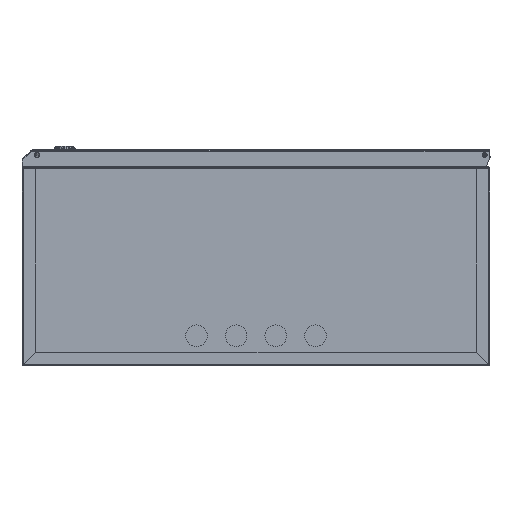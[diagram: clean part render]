
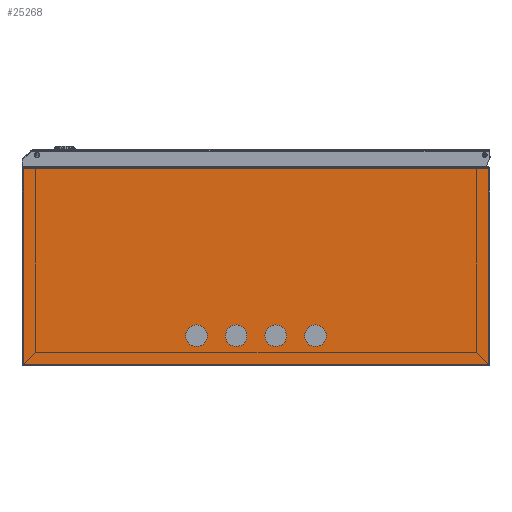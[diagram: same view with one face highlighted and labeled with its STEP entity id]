
A CAD part, front view. The second image highlights one B-rep face of the part: STEP entity #25268.
In plain terms, the highlighted face is planar.
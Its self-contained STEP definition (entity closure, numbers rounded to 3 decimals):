
#323 = EDGE_CURVE ( 'NONE', #25708, #15961, #20432, .T. ) ;
#697 = CARTESIAN_POINT ( 'NONE',  ( -243.453, 0., 174.438 ) ) ;
#996 = DIRECTION ( 'NONE',  ( 0., 0., -1. ) ) ;
#1110 = EDGE_LOOP ( 'NONE', ( #21835, #18562 ) ) ;
#1440 = VECTOR ( 'NONE', #996, 1000. ) ;
#1458 = CARTESIAN_POINT ( 'NONE',  ( -283.453, 0., -81.062 ) ) ;
#2535 = EDGE_LOOP ( 'NONE', ( #19932, #15621 ) ) ;
#2587 = ORIENTED_EDGE ( 'NONE', *, *, #25194, .F. ) ;
#2977 = CARTESIAN_POINT ( 'NONE',  ( -283.453, 0., 564.938 ) ) ;
#2994 = EDGE_CURVE ( 'NONE', #8863, #13856, #16178, .T. ) ;
#3018 = AXIS2_PLACEMENT_3D ( 'NONE', #18473, #6393, #20480 ) ;
#3136 = DIRECTION ( 'NONE',  ( 0., 1., 0. ) ) ;
#3153 = DIRECTION ( 'NONE',  ( 0., 1., 0. ) ) ;
#3192 = AXIS2_PLACEMENT_3D ( 'NONE', #15218, #3153, #17247 ) ;
#3603 = VECTOR ( 'NONE', #17578, 1000. ) ;
#3622 = FACE_OUTER_BOUND ( 'NONE', #14891, .T. ) ;
#4018 = EDGE_CURVE ( 'NONE', #13687, #4319, #13551, .T. ) ;
#4092 = AXIS2_PLACEMENT_3D ( 'NONE', #4410, #20515, #8472 ) ;
#4319 = VERTEX_POINT ( 'NONE', #13434 ) ;
#4410 = CARTESIAN_POINT ( 'NONE',  ( -283.453, 0., 564.938 ) ) ;
#5071 = CIRCLE ( 'NONE', #3192, 15. ) ;
#5633 = VECTOR ( 'NONE', #15874, 1000. ) ;
#6150 = CARTESIAN_POINT ( 'NONE',  ( -243.453, 0., 214.438 ) ) ;
#6354 = EDGE_CURVE ( 'NONE', #18301, #8658, #5071, .T. ) ;
#6393 = DIRECTION ( 'NONE',  ( 0., 1., 0. ) ) ;
#6839 = DIRECTION ( 'NONE',  ( -1., 0., 0. ) ) ;
#7171 = LINE ( 'NONE', #18899, #17917 ) ;
#7865 = CARTESIAN_POINT ( 'NONE',  ( -283.453, 0., 564.938 ) ) ;
#8066 = EDGE_CURVE ( 'NONE', #9425, #24967, #12138, .T. ) ;
#8180 = DIRECTION ( 'NONE',  ( 0., 0., -1. ) ) ;
#8287 = DIRECTION ( 'NONE',  ( 0., 1., 0. ) ) ;
#8472 = DIRECTION ( 'NONE',  ( 0., 0., 1. ) ) ;
#8658 = VERTEX_POINT ( 'NONE', #23232 ) ;
#8863 = VERTEX_POINT ( 'NONE', #23909 ) ;
#8987 = FACE_BOUND ( 'NONE', #2535, .T. ) ;
#9425 = VERTEX_POINT ( 'NONE', #21756 ) ;
#9915 = ORIENTED_EDGE ( 'NONE', *, *, #23890, .T. ) ;
#10005 = CARTESIAN_POINT ( 'NONE',  ( -243.453, 0., 324.438 ) ) ;
#10027 = CARTESIAN_POINT ( 'NONE',  ( -243.453, 0., 144.438 ) ) ;
#10247 = CIRCLE ( 'NONE', #22110, 15. ) ;
#10405 = EDGE_CURVE ( 'NONE', #22291, #25434, #14287, .T. ) ;
#10568 = EDGE_CURVE ( 'NONE', #13856, #8863, #17140, .T. ) ;
#10624 = CARTESIAN_POINT ( 'NONE',  ( -243.453, 0., 199.438 ) ) ;
#10711 = CARTESIAN_POINT ( 'NONE',  ( -283.453, 0., -81.062 ) ) ;
#10941 = DIRECTION ( 'NONE',  ( 0., 1., 0. ) ) ;
#11957 = AXIS2_PLACEMENT_3D ( 'NONE', #10005, #24070, #12010 ) ;
#12010 = DIRECTION ( 'NONE',  ( 0., 0., 1. ) ) ;
#12138 = LINE ( 'NONE', #13038, #1440 ) ;
#12516 = ORIENTED_EDGE ( 'NONE', *, *, #10405, .T. ) ;
#13038 = CARTESIAN_POINT ( 'NONE',  ( -11.753, 0., 564.938 ) ) ;
#13434 = CARTESIAN_POINT ( 'NONE',  ( -243.453, 0., 229.438 ) ) ;
#13551 = CIRCLE ( 'NONE', #22491, 15. ) ;
#13687 = VERTEX_POINT ( 'NONE', #10624 ) ;
#13856 = VERTEX_POINT ( 'NONE', #19223 ) ;
#14060 = CIRCLE ( 'NONE', #3018, 15. ) ;
#14287 = LINE ( 'NONE', #1458, #3603 ) ;
#14307 = FACE_BOUND ( 'NONE', #19356, .T. ) ;
#14891 = EDGE_LOOP ( 'NONE', ( #24404, #21750, #9915, #12516 ) ) ;
#14939 = EDGE_LOOP ( 'NONE', ( #22205, #17555 ) ) ;
#15192 = CARTESIAN_POINT ( 'NONE',  ( -243.453, 0., 214.438 ) ) ;
#15218 = CARTESIAN_POINT ( 'NONE',  ( -243.453, 0., 269.438 ) ) ;
#15268 = EDGE_CURVE ( 'NONE', #4319, #13687, #25034, .T. ) ;
#15621 = ORIENTED_EDGE ( 'NONE', *, *, #4018, .F. ) ;
#15874 = DIRECTION ( 'NONE',  ( 1., 0., 0. ) ) ;
#15961 = VERTEX_POINT ( 'NONE', #697 ) ;
#16178 = CIRCLE ( 'NONE', #20949, 15. ) ;
#16466 = PLANE ( 'NONE',  #4092 ) ;
#17140 = CIRCLE ( 'NONE', #11957, 15. ) ;
#17228 = DIRECTION ( 'NONE',  ( 0., 0., -1. ) ) ;
#17247 = DIRECTION ( 'NONE',  ( 0., 0., 1. ) ) ;
#17555 = ORIENTED_EDGE ( 'NONE', *, *, #323, .F. ) ;
#17578 = DIRECTION ( 'NONE',  ( 0., 0., 1. ) ) ;
#17587 = DIRECTION ( 'NONE',  ( 0., 1., 0. ) ) ;
#17917 = VECTOR ( 'NONE', #6839, 1000. ) ;
#18301 = VERTEX_POINT ( 'NONE', #25800 ) ;
#18473 = CARTESIAN_POINT ( 'NONE',  ( -243.453, 0., 159.438 ) ) ;
#18562 = ORIENTED_EDGE ( 'NONE', *, *, #10568, .F. ) ;
#18899 = CARTESIAN_POINT ( 'NONE',  ( -283.453, 0., -81.062 ) ) ;
#19223 = CARTESIAN_POINT ( 'NONE',  ( -243.453, 0., 309.438 ) ) ;
#19356 = EDGE_LOOP ( 'NONE', ( #2587, #22478 ) ) ;
#19670 = FACE_BOUND ( 'NONE', #14939, .T. ) ;
#19932 = ORIENTED_EDGE ( 'NONE', *, *, #15268, .F. ) ;
#20238 = DIRECTION ( 'NONE',  ( 0., 1., 0. ) ) ;
#20347 = CARTESIAN_POINT ( 'NONE',  ( -243.453, 0., 269.438 ) ) ;
#20432 = CIRCLE ( 'NONE', #21545, 15. ) ;
#20480 = DIRECTION ( 'NONE',  ( 0., 0., -1. ) ) ;
#20515 = DIRECTION ( 'NONE',  ( 0., 1., 0. ) ) ;
#20949 = AXIS2_PLACEMENT_3D ( 'NONE', #23005, #10941, #25009 ) ;
#21050 = LINE ( 'NONE', #7865, #5633 ) ;
#21424 = EDGE_CURVE ( 'NONE', #25434, #9425, #21050, .T. ) ;
#21515 = AXIS2_PLACEMENT_3D ( 'NONE', #15192, #3136, #17228 ) ;
#21545 = AXIS2_PLACEMENT_3D ( 'NONE', #21675, #17587, #25819 ) ;
#21675 = CARTESIAN_POINT ( 'NONE',  ( -243.453, 0., 159.438 ) ) ;
#21750 = ORIENTED_EDGE ( 'NONE', *, *, #8066, .T. ) ;
#21756 = CARTESIAN_POINT ( 'NONE',  ( -11.753, 0., 564.938 ) ) ;
#21835 = ORIENTED_EDGE ( 'NONE', *, *, #2994, .F. ) ;
#22110 = AXIS2_PLACEMENT_3D ( 'NONE', #20347, #8287, #22343 ) ;
#22205 = ORIENTED_EDGE ( 'NONE', *, *, #24220, .F. ) ;
#22291 = VERTEX_POINT ( 'NONE', #10711 ) ;
#22343 = DIRECTION ( 'NONE',  ( 0., 0., 1. ) ) ;
#22478 = ORIENTED_EDGE ( 'NONE', *, *, #6354, .F. ) ;
#22491 = AXIS2_PLACEMENT_3D ( 'NONE', #6150, #20238, #8180 ) ;
#23005 = CARTESIAN_POINT ( 'NONE',  ( -243.453, 0., 324.438 ) ) ;
#23069 = CARTESIAN_POINT ( 'NONE',  ( -11.753, 0., -81.062 ) ) ;
#23232 = CARTESIAN_POINT ( 'NONE',  ( -243.453, 0., 284.438 ) ) ;
#23890 = EDGE_CURVE ( 'NONE', #24967, #22291, #7171, .T. ) ;
#23909 = CARTESIAN_POINT ( 'NONE',  ( -243.453, 0., 339.438 ) ) ;
#24070 = DIRECTION ( 'NONE',  ( 0., 1., 0. ) ) ;
#24220 = EDGE_CURVE ( 'NONE', #15961, #25708, #14060, .T. ) ;
#24404 = ORIENTED_EDGE ( 'NONE', *, *, #21424, .T. ) ;
#24408 = FACE_BOUND ( 'NONE', #1110, .T. ) ;
#24967 = VERTEX_POINT ( 'NONE', #23069 ) ;
#25009 = DIRECTION ( 'NONE',  ( 0., 0., 1. ) ) ;
#25034 = CIRCLE ( 'NONE', #21515, 15. ) ;
#25194 = EDGE_CURVE ( 'NONE', #8658, #18301, #10247, .T. ) ;
#25268 = ADVANCED_FACE ( 'NONE', ( #19670, #8987, #14307, #24408, #3622 ), #16466, .T. ) ;
#25434 = VERTEX_POINT ( 'NONE', #2977 ) ;
#25708 = VERTEX_POINT ( 'NONE', #10027 ) ;
#25800 = CARTESIAN_POINT ( 'NONE',  ( -243.453, 0., 254.438 ) ) ;
#25819 = DIRECTION ( 'NONE',  ( 0., 0., -1. ) ) ;
